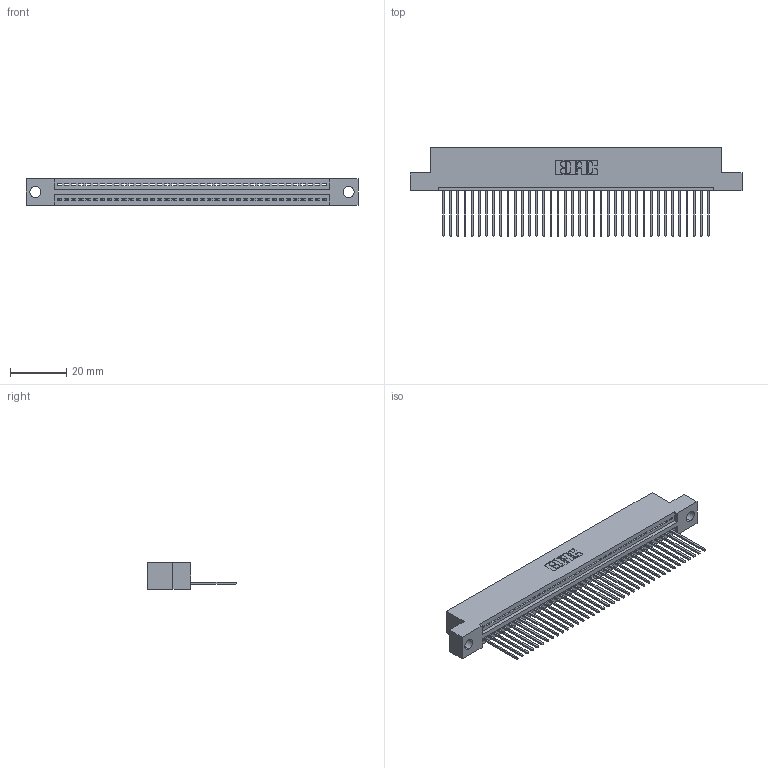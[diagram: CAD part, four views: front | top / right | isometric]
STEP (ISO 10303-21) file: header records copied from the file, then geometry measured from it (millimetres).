
FILE_DESCRIPTION (( 'STEP AP203' ), '1' );
FILE_NAME ('395-038-542-104.STEP', '2018-11-14T04:33:04', ( '' ), ( '' ), 'SwSTEP 2.0', 'SolidWorks 2016', '' );
FILE_SCHEMA (( 'CONFIG_CONTROL_DESIGN' ));
Length unit declared in the file: inch
Products named in the file (3): 345 Part_Flush Mounting Lugs - 0.156 Dia-TH; 395-038-542-104; 345-292-001_345-293-142
Assembly tree (39 placements, depth 2):
  395-038-542-104
    345 Part_Flush Mounting Lugs - 0.156 Dia-TH
    345-292-001_345-293-142  x38
Bounding box: 117.73 x 31.29 x 9.4 mm (x, y, z)
Volume: 11145.9 mm3; surface area: 15101 mm2
Topology: 39 solids, 39 shells, 2330 faces, 7029 edges, 4634 vertices
Faces by surface type: plane 1600, cylinder 730
Entity records: 29159 total; most frequent: CARTESIAN_POINT 5058, ORIENTED_EDGE 5030, DIRECTION 4423, EDGE_CURVE 2515, VECTOR 2231, LINE 2231, VERTEX_POINT 1674, AXIS2_PLACEMENT_3D 1096
